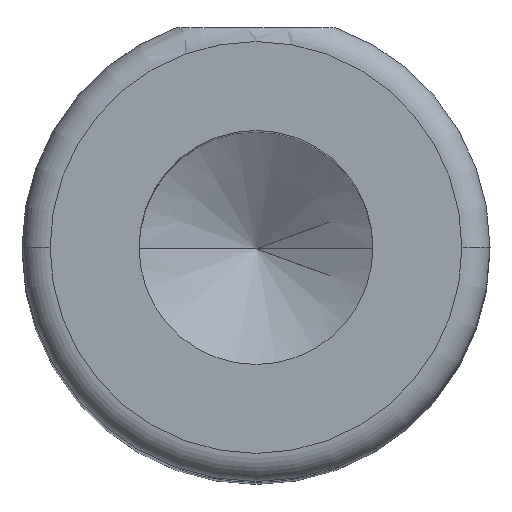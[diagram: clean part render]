
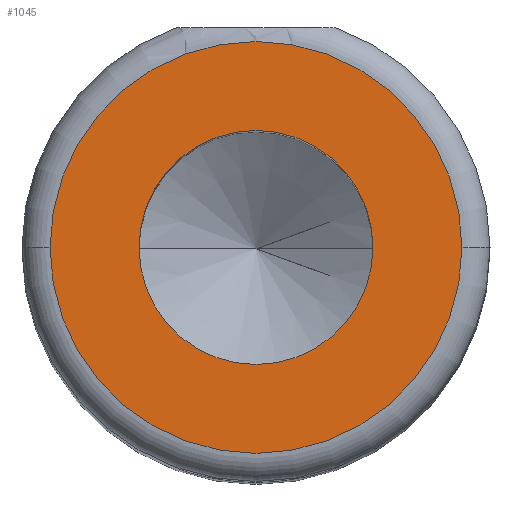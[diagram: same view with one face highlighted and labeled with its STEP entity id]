
A CAD part, top view. The second image highlights one B-rep face of the part: STEP entity #1045.
In plain terms, the highlighted planar face has unit normal (0, 0, 1).
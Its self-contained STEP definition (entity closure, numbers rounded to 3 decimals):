
#5 = VERTEX_POINT ( 'NONE', #134 ) ;
#8 = FACE_BOUND ( 'NONE', #453, .T. ) ;
#96 = EDGE_CURVE ( 'NONE', #481, #5, #1123, .T. ) ;
#129 = CARTESIAN_POINT ( 'NONE',  ( -1.25, 0., 10. ) ) ;
#133 = CARTESIAN_POINT ( 'NONE',  ( -2.2, 0., 10. ) ) ;
#134 = CARTESIAN_POINT ( 'NONE',  ( 1.25, 0., 10. ) ) ;
#148 = CARTESIAN_POINT ( 'NONE',  ( 0., 0., 10. ) ) ;
#210 = EDGE_CURVE ( 'NONE', #873, #552, #513, .T. ) ;
#235 = CARTESIAN_POINT ( 'NONE',  ( 0., 0., 10. ) ) ;
#243 = ORIENTED_EDGE ( 'NONE', *, *, #793, .T. ) ;
#250 = DIRECTION ( 'NONE',  ( 1., 0., 0. ) ) ;
#341 = DIRECTION ( 'NONE',  ( 0., 0., 1. ) ) ;
#343 = DIRECTION ( 'NONE',  ( 1., 0., 0. ) ) ;
#411 = AXIS2_PLACEMENT_3D ( 'NONE', #852, #483, #1127 ) ;
#453 = EDGE_LOOP ( 'NONE', ( #1228, #778 ) ) ;
#481 = VERTEX_POINT ( 'NONE', #129 ) ;
#483 = DIRECTION ( 'NONE',  ( 0., 0., 1. ) ) ;
#513 = CIRCLE ( 'NONE', #720, 2.2 ) ;
#532 = CARTESIAN_POINT ( 'NONE',  ( 0., 0., 10. ) ) ;
#542 = CIRCLE ( 'NONE', #1076, 1.25 ) ;
#552 = VERTEX_POINT ( 'NONE', #133 ) ;
#619 = DIRECTION ( 'NONE',  ( 1., 0., 0. ) ) ;
#720 = AXIS2_PLACEMENT_3D ( 'NONE', #148, #827, #250 ) ;
#771 = FACE_OUTER_BOUND ( 'NONE', #1171, .T. ) ;
#772 = EDGE_CURVE ( 'NONE', #5, #481, #542, .T. ) ;
#778 = ORIENTED_EDGE ( 'NONE', *, *, #96, .F. ) ;
#785 = CIRCLE ( 'NONE', #833, 2.2 ) ;
#791 = ORIENTED_EDGE ( 'NONE', *, *, #210, .T. ) ;
#793 = EDGE_CURVE ( 'NONE', #552, #873, #785, .T. ) ;
#827 = DIRECTION ( 'NONE',  ( 0., 0., 1. ) ) ;
#833 = AXIS2_PLACEMENT_3D ( 'NONE', #235, #901, #343 ) ;
#849 = AXIS2_PLACEMENT_3D ( 'NONE', #896, #341, #987 ) ;
#852 = CARTESIAN_POINT ( 'NONE',  ( 0., 0., 10. ) ) ;
#873 = VERTEX_POINT ( 'NONE', #906 ) ;
#896 = CARTESIAN_POINT ( 'NONE',  ( 0., 0., 10. ) ) ;
#901 = DIRECTION ( 'NONE',  ( 0., 0., 1. ) ) ;
#906 = CARTESIAN_POINT ( 'NONE',  ( 2.2, 0., 10. ) ) ;
#987 = DIRECTION ( 'NONE',  ( 1., 0., 0. ) ) ;
#1028 = PLANE ( 'NONE',  #411 ) ;
#1045 = ADVANCED_FACE ( 'NONE', ( #8, #771 ), #1028, .T. ) ;
#1076 = AXIS2_PLACEMENT_3D ( 'NONE', #532, #1168, #619 ) ;
#1123 = CIRCLE ( 'NONE', #849, 1.25 ) ;
#1127 = DIRECTION ( 'NONE',  ( 1., 0., 0. ) ) ;
#1168 = DIRECTION ( 'NONE',  ( 0., 0., 1. ) ) ;
#1171 = EDGE_LOOP ( 'NONE', ( #791, #243 ) ) ;
#1228 = ORIENTED_EDGE ( 'NONE', *, *, #772, .F. ) ;
